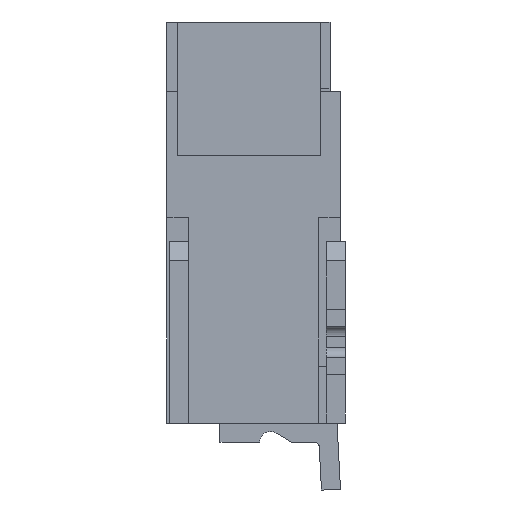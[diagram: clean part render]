
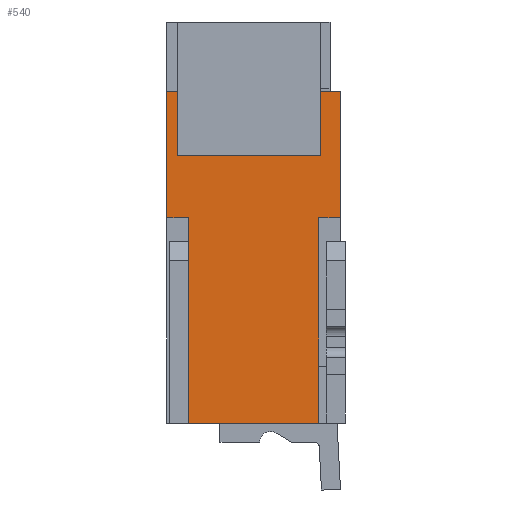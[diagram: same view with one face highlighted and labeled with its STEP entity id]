
A CAD part, left-side view. The second image highlights one B-rep face of the part: STEP entity #540.
In plain terms, the highlighted planar face has unit normal (-1, 0, 0).
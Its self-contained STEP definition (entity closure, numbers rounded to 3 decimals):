
#55 = VECTOR ( 'NONE', #2339, 1000. ) ;
#208 = EDGE_CURVE ( 'NONE', #329, #2930, #6483, .T. ) ;
#329 = VERTEX_POINT ( 'NONE', #1825 ) ;
#458 = DIRECTION ( 'NONE',  ( 0., 0., -1. ) ) ;
#504 = DIRECTION ( 'NONE',  ( 0., 1., 0. ) ) ;
#530 = CARTESIAN_POINT ( 'NONE',  ( -2.95, 0.91, -2.05 ) ) ;
#540 = ADVANCED_FACE ( 'NONE', ( #5203 ), #3546, .T. ) ;
#733 = EDGE_CURVE ( 'NONE', #7107, #3842, #1200, .T. ) ;
#773 = DIRECTION ( 'NONE',  ( 0., 0., -1. ) ) ;
#791 = EDGE_CURVE ( 'NONE', #1685, #6754, #5105, .T. ) ;
#1163 = DIRECTION ( 'NONE',  ( 0., -1., 0. ) ) ;
#1200 = LINE ( 'NONE', #530, #2982 ) ;
#1208 = VERTEX_POINT ( 'NONE', #6228 ) ;
#1368 = DIRECTION ( 'NONE',  ( 0., 0., -1. ) ) ;
#1388 = CARTESIAN_POINT ( 'NONE',  ( -2.95, 0., -2.465 ) ) ;
#1475 = ORIENTED_EDGE ( 'NONE', *, *, #791, .F. ) ;
#1549 = VECTOR ( 'NONE', #1163, 1000. ) ;
#1685 = VERTEX_POINT ( 'NONE', #2239 ) ;
#1825 = CARTESIAN_POINT ( 'NONE',  ( -2.95, 0.23, -4.2 ) ) ;
#1867 = EDGE_CURVE ( 'NONE', #3842, #1685, #6044, .T. ) ;
#1889 = CARTESIAN_POINT ( 'NONE',  ( -2.95, 0.91, -2.465 ) ) ;
#2014 = VERTEX_POINT ( 'NONE', #5390 ) ;
#2015 = CARTESIAN_POINT ( 'NONE',  ( -2.95, 1.82, -2.05 ) ) ;
#2239 = CARTESIAN_POINT ( 'NONE',  ( -2.95, 1.82, -0.73 ) ) ;
#2339 = DIRECTION ( 'NONE',  ( 0., 1., 0. ) ) ;
#2412 = CARTESIAN_POINT ( 'NONE',  ( -2.95, 0.23, -3.125 ) ) ;
#2458 = ORIENTED_EDGE ( 'NONE', *, *, #4930, .F. ) ;
#2823 = CARTESIAN_POINT ( 'NONE',  ( -2.95, 0.91, -4.2 ) ) ;
#2926 = CARTESIAN_POINT ( 'NONE',  ( -2.95, 0., -0.73 ) ) ;
#2930 = VERTEX_POINT ( 'NONE', #5893 ) ;
#2955 = EDGE_CURVE ( 'NONE', #6754, #1208, #7304, .T. ) ;
#2982 = VECTOR ( 'NONE', #5496, 1000. ) ;
#3097 = VECTOR ( 'NONE', #6439, 1000. ) ;
#3195 = CARTESIAN_POINT ( 'NONE',  ( -2.95, 1.59, -3.125 ) ) ;
#3307 = ORIENTED_EDGE ( 'NONE', *, *, #208, .F. ) ;
#3392 = LINE ( 'NONE', #3195, #4098 ) ;
#3471 = EDGE_CURVE ( 'NONE', #2014, #329, #7124, .T. ) ;
#3546 = PLANE ( 'NONE',  #5438 ) ;
#3547 = DIRECTION ( 'NONE',  ( 0., 0., -1. ) ) ;
#3589 = ORIENTED_EDGE ( 'NONE', *, *, #1867, .F. ) ;
#3842 = VERTEX_POINT ( 'NONE', #2015 ) ;
#4098 = VECTOR ( 'NONE', #458, 1000. ) ;
#4130 = ORIENTED_EDGE ( 'NONE', *, *, #2955, .F. ) ;
#4325 = ORIENTED_EDGE ( 'NONE', *, *, #733, .F. ) ;
#4605 = CARTESIAN_POINT ( 'NONE',  ( -2.95, 1.82, -2.465 ) ) ;
#4751 = LINE ( 'NONE', #5142, #55 ) ;
#4930 = EDGE_CURVE ( 'NONE', #1208, #2014, #4751, .T. ) ;
#5105 = LINE ( 'NONE', #6162, #1549 ) ;
#5142 = CARTESIAN_POINT ( 'NONE',  ( -2.95, 0.91, -2.05 ) ) ;
#5203 = FACE_OUTER_BOUND ( 'NONE', #6098, .T. ) ;
#5390 = CARTESIAN_POINT ( 'NONE',  ( -2.95, 0.23, -2.05 ) ) ;
#5438 = AXIS2_PLACEMENT_3D ( 'NONE', #1889, #5837, #1368 ) ;
#5496 = DIRECTION ( 'NONE',  ( 0., 1., 0. ) ) ;
#5837 = DIRECTION ( 'NONE',  ( -1., 0., 0. ) ) ;
#5858 = VECTOR ( 'NONE', #773, 1000. ) ;
#5893 = CARTESIAN_POINT ( 'NONE',  ( -2.95, 1.59, -4.2 ) ) ;
#6044 = LINE ( 'NONE', #4605, #3097 ) ;
#6098 = EDGE_LOOP ( 'NONE', ( #3307, #6988, #2458, #4130, #1475, #3589, #4325, #6642 ) ) ;
#6162 = CARTESIAN_POINT ( 'NONE',  ( -2.95, 0.91, -0.73 ) ) ;
#6224 = VECTOR ( 'NONE', #3547, 1000. ) ;
#6228 = CARTESIAN_POINT ( 'NONE',  ( -2.95, 0., -2.05 ) ) ;
#6313 = VECTOR ( 'NONE', #504, 1000. ) ;
#6433 = EDGE_CURVE ( 'NONE', #7107, #2930, #3392, .T. ) ;
#6439 = DIRECTION ( 'NONE',  ( 0., 0., 1. ) ) ;
#6483 = LINE ( 'NONE', #2823, #6313 ) ;
#6608 = CARTESIAN_POINT ( 'NONE',  ( -2.95, 1.59, -2.05 ) ) ;
#6642 = ORIENTED_EDGE ( 'NONE', *, *, #6433, .T. ) ;
#6754 = VERTEX_POINT ( 'NONE', #2926 ) ;
#6988 = ORIENTED_EDGE ( 'NONE', *, *, #3471, .F. ) ;
#7107 = VERTEX_POINT ( 'NONE', #6608 ) ;
#7124 = LINE ( 'NONE', #2412, #6224 ) ;
#7304 = LINE ( 'NONE', #1388, #5858 ) ;
